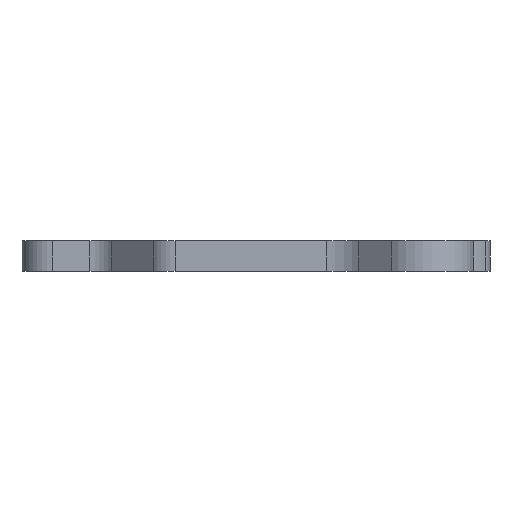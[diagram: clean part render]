
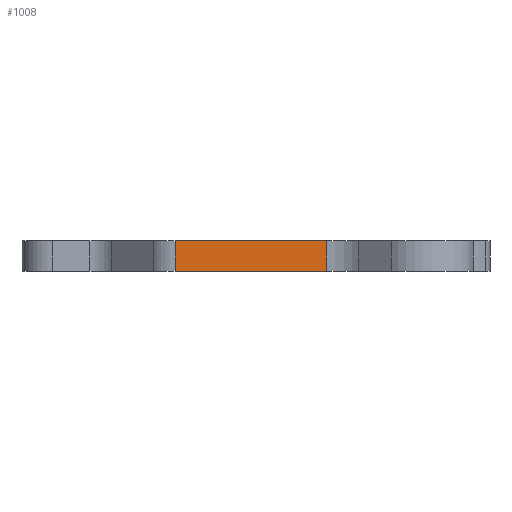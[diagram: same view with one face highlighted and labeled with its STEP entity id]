
A CAD part, left-side view. The second image highlights one B-rep face of the part: STEP entity #1008.
In plain terms, the highlighted planar face has unit normal (-1, 0, 0).
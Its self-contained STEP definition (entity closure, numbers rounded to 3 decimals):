
#54=PLANE('',#1152);
#103=FACE_OUTER_BOUND('',#179,.T.);
#179=EDGE_LOOP('',(#918,#919,#920,#921));
#189=LINE('',#1516,#258);
#207=LINE('',#1630,#276);
#219=LINE('',#1701,#288);
#245=LINE('',#1755,#314);
#258=VECTOR('',#1194,10.);
#276=VECTOR('',#1302,10.);
#288=VECTOR('',#1378,10.);
#314=VECTOR('',#1456,10.);
#413=VERTEX_POINT('',#1513);
#414=VERTEX_POINT('',#1515);
#464=VERTEX_POINT('',#1627);
#465=VERTEX_POINT('',#1629);
#514=EDGE_CURVE('',#413,#414,#189,.T.);
#571=EDGE_CURVE('',#465,#464,#207,.T.);
#607=EDGE_CURVE('',#465,#413,#219,.T.);
#634=EDGE_CURVE('',#414,#464,#245,.T.);
#918=ORIENTED_EDGE('',*,*,#607,.F.);
#919=ORIENTED_EDGE('',*,*,#571,.T.);
#920=ORIENTED_EDGE('',*,*,#634,.F.);
#921=ORIENTED_EDGE('',*,*,#514,.F.);
#1008=ADVANCED_FACE('',(#103),#54,.T.);
#1152=AXIS2_PLACEMENT_3D('',#1763,#1467,#1468);
#1194=DIRECTION('',(0.,-1.,0.));
#1302=DIRECTION('',(0.,-1.,0.));
#1378=DIRECTION('',(0.,0.,1.));
#1456=DIRECTION('',(0.,0.,-1.));
#1467=DIRECTION('center_axis',(-1.,0.,0.));
#1468=DIRECTION('ref_axis',(0.,-1.,0.));
#1513=CARTESIAN_POINT('',(-26.,44.312,73.008));
#1515=CARTESIAN_POINT('',(-26.,29.22,73.008));
#1516=CARTESIAN_POINT('',(-26.,56.555,73.008));
#1627=CARTESIAN_POINT('',(-26.,29.22,70.008));
#1629=CARTESIAN_POINT('',(-26.,44.312,70.008));
#1630=CARTESIAN_POINT('',(-26.,56.555,70.008));
#1701=CARTESIAN_POINT('',(-26.,44.312,71.508));
#1755=CARTESIAN_POINT('',(-26.,29.22,70.008));
#1763=CARTESIAN_POINT('Origin',(-26.,56.555,70.008));
